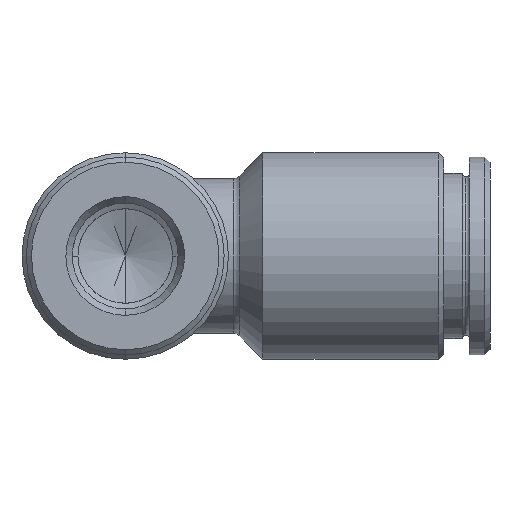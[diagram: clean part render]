
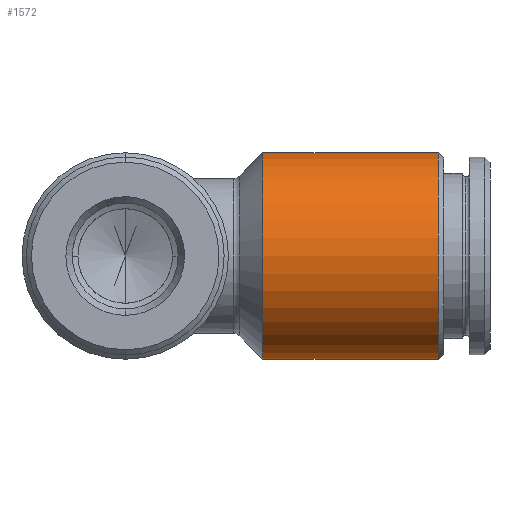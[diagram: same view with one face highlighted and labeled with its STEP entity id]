
A CAD part, front view. The second image highlights one B-rep face of the part: STEP entity #1572.
In plain terms, the highlighted cylindrical face has radius 6 mm (diameter 12 mm), a partial arc.
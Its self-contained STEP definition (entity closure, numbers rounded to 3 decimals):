
#17 = CARTESIAN_POINT ( 'NONE',  ( 8., 0., 6. ) ) ;
#136 = DIRECTION ( 'NONE',  ( 0., 0., -1. ) ) ;
#311 = CARTESIAN_POINT ( 'NONE',  ( 18.2, 0., -6. ) ) ;
#318 = DIRECTION ( 'NONE',  ( 1., 0., 0. ) ) ;
#319 = CARTESIAN_POINT ( 'NONE',  ( 8., 0., 0. ) ) ;
#320 = AXIS2_PLACEMENT_3D ( 'NONE', #319, #318, #136 ) ;
#321 = CIRCLE ( 'NONE', #320, 6. ) ;
#1251 = EDGE_CURVE ( 'NONE', #1861, #1309, #2003, .T. ) ;
#1302 = EDGE_CURVE ( 'NONE', #1309, #1801, #321, .T. ) ;
#1309 = VERTEX_POINT ( 'NONE', #17 ) ;
#1505 = VERTEX_POINT ( 'NONE', #311 ) ;
#1531 = EDGE_LOOP ( 'NONE', ( #1556, #1557, #1567, #1568 ) ) ;
#1556 = ORIENTED_EDGE ( 'NONE', *, *, #1799, .F. ) ;
#1557 = ORIENTED_EDGE ( 'NONE', *, *, #1558, .T. ) ;
#1558 = EDGE_CURVE ( 'NONE', #1505, #1861, #2447, .T. ) ;
#1567 = ORIENTED_EDGE ( 'NONE', *, *, #1251, .T. ) ;
#1568 = ORIENTED_EDGE ( 'NONE', *, *, #1302, .T. ) ;
#1572 = ADVANCED_FACE ( 'NONE', ( #2433 ), #2430, .T. ) ;
#1799 = EDGE_CURVE ( 'NONE', #1505, #1801, #2222, .T. ) ;
#1801 = VERTEX_POINT ( 'NONE', #2209 ) ;
#1861 = VERTEX_POINT ( 'NONE', #2135 ) ;
#2000 = DIRECTION ( 'NONE',  ( -1., 0., 0. ) ) ;
#2001 = VECTOR ( 'NONE', #2000, 1000. ) ;
#2002 = CARTESIAN_POINT ( 'NONE',  ( 0., 0., 6. ) ) ;
#2003 = LINE ( 'NONE', #2002, #2001 ) ;
#2135 = CARTESIAN_POINT ( 'NONE',  ( 18.2, 0., 6. ) ) ;
#2209 = CARTESIAN_POINT ( 'NONE',  ( 8., 0., -6. ) ) ;
#2210 = DIRECTION ( 'NONE',  ( -1., 0., 0. ) ) ;
#2220 = VECTOR ( 'NONE', #2210, 1000. ) ;
#2221 = CARTESIAN_POINT ( 'NONE',  ( 0., 0., -6. ) ) ;
#2222 = LINE ( 'NONE', #2221, #2220 ) ;
#2427 = DIRECTION ( 'NONE',  ( 0., 0., 1. ) ) ;
#2428 = AXIS2_PLACEMENT_3D ( 'NONE', #2429, #2432, #2427 ) ;
#2429 = CARTESIAN_POINT ( 'NONE',  ( 0., 0., 0. ) ) ;
#2430 = CYLINDRICAL_SURFACE ( 'NONE', #2428, 6. ) ;
#2432 = DIRECTION ( 'NONE',  ( -1., 0., 0. ) ) ;
#2433 = FACE_OUTER_BOUND ( 'NONE', #1531, .T. ) ;
#2447 = CIRCLE ( 'NONE', #2549, 6. ) ;
#2546 = DIRECTION ( 'NONE',  ( 0., 0., 1. ) ) ;
#2547 = DIRECTION ( 'NONE',  ( -1., 0., 0. ) ) ;
#2548 = CARTESIAN_POINT ( 'NONE',  ( 18.2, 0., 0. ) ) ;
#2549 = AXIS2_PLACEMENT_3D ( 'NONE', #2548, #2547, #2546 ) ;
